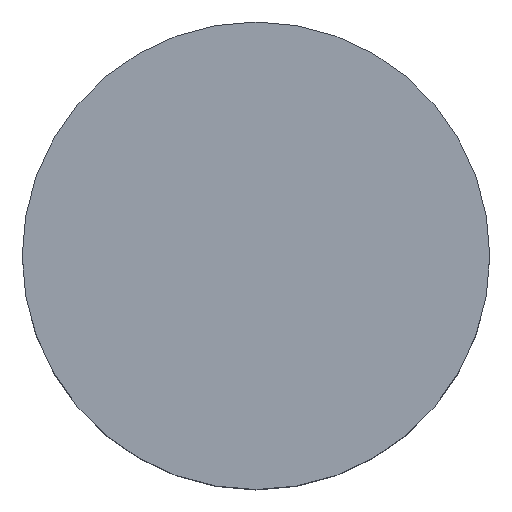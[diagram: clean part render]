
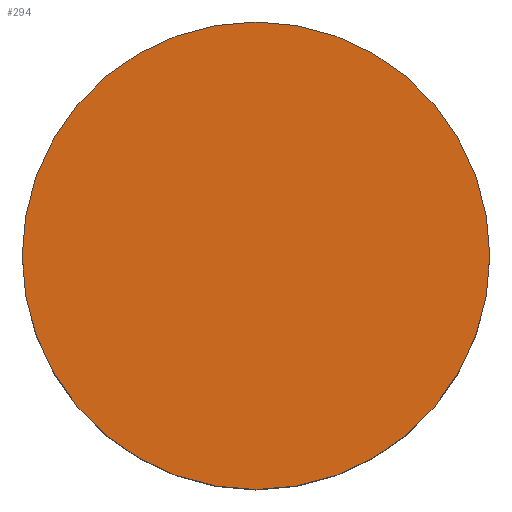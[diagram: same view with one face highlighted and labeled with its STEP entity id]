
A CAD part, top view. The second image highlights one B-rep face of the part: STEP entity #294.
In plain terms, the highlighted planar face has unit normal (0, 0, 1).
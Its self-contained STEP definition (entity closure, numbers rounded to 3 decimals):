
#5 = CARTESIAN_POINT ( 'NONE',  ( 2., 0., 0. ) ) ;
#27 = EDGE_CURVE ( 'NONE', #194, #268, #35, .T. ) ;
#35 = CIRCLE ( 'NONE', #269, 2. ) ;
#46 = DIRECTION ( 'NONE',  ( 0., 0., 1. ) ) ;
#53 = EDGE_CURVE ( 'NONE', #268, #194, #322, .T. ) ;
#70 = CARTESIAN_POINT ( 'NONE',  ( 0., 0., 0. ) ) ;
#89 = DIRECTION ( 'NONE',  ( 0., 0., 1. ) ) ;
#133 = ORIENTED_EDGE ( 'NONE', *, *, #53, .T. ) ;
#138 = CARTESIAN_POINT ( 'NONE',  ( -2., 0., 0. ) ) ;
#151 = DIRECTION ( 'NONE',  ( 1., 0., 0. ) ) ;
#169 = FACE_OUTER_BOUND ( 'NONE', #329, .T. ) ;
#171 = ORIENTED_EDGE ( 'NONE', *, *, #27, .T. ) ;
#194 = VERTEX_POINT ( 'NONE', #5 ) ;
#227 = DIRECTION ( 'NONE',  ( 0., 0., 1. ) ) ;
#232 = AXIS2_PLACEMENT_3D ( 'NONE', #70, #227, #313 ) ;
#268 = VERTEX_POINT ( 'NONE', #138 ) ;
#269 = AXIS2_PLACEMENT_3D ( 'NONE', #282, #46, #151 ) ;
#282 = CARTESIAN_POINT ( 'NONE',  ( 0., 0., 0. ) ) ;
#294 = ADVANCED_FACE ( 'NONE', ( #169 ), #327, .T. ) ;
#300 = DIRECTION ( 'NONE',  ( 1., 0., 0. ) ) ;
#306 = CARTESIAN_POINT ( 'NONE',  ( 0., 0., 0. ) ) ;
#313 = DIRECTION ( 'NONE',  ( 1., 0., 0. ) ) ;
#322 = CIRCLE ( 'NONE', #232, 2. ) ;
#327 = PLANE ( 'NONE',  #348 ) ;
#329 = EDGE_LOOP ( 'NONE', ( #171, #133 ) ) ;
#348 = AXIS2_PLACEMENT_3D ( 'NONE', #306, #89, #300 ) ;
